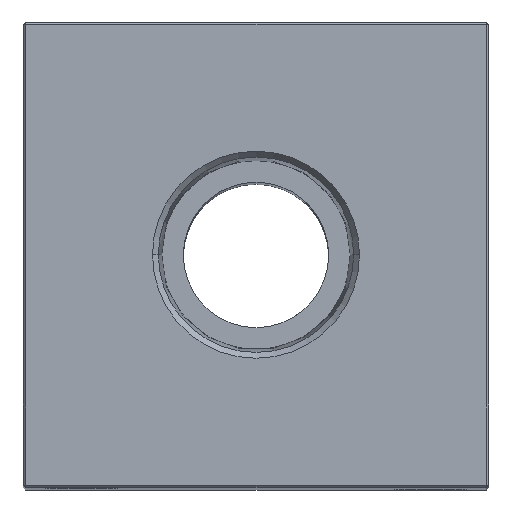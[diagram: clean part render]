
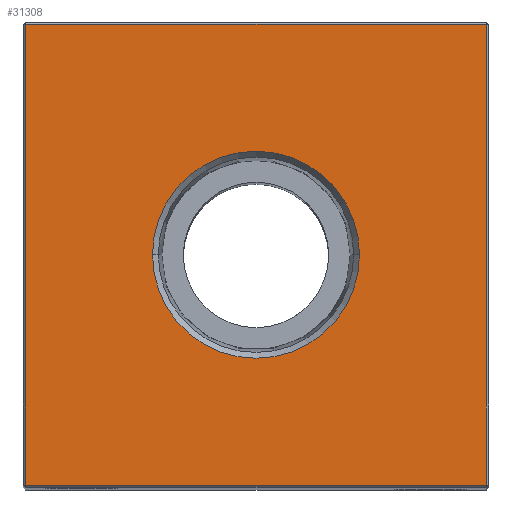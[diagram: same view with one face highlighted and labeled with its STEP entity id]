
A CAD part, top view. The second image highlights one B-rep face of the part: STEP entity #31308.
In plain terms, the highlighted planar face has unit normal (0, 0, 1).
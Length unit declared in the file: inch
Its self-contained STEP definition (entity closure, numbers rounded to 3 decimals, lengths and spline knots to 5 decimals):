
#429 = CARTESIAN_POINT ( 'NONE',  ( 0.99, -0.99, 6.25 ) ) ;
#452 = CIRCLE ( 'NONE', #18632, 0.44487 ) ;
#981 = AXIS2_PLACEMENT_3D ( 'NONE', #21963, #32100, #9577 ) ;
#1182 = CARTESIAN_POINT ( 'NONE',  ( 0.99, 0., 6.25 ) ) ;
#2023 = VECTOR ( 'NONE', #11105, 39.37008 ) ;
#2928 = CARTESIAN_POINT ( 'NONE',  ( 0.99, 0.99, 6.25 ) ) ;
#4734 = FACE_BOUND ( 'NONE', #9254, .T. ) ;
#4865 = DIRECTION ( 'NONE',  ( 0., 0., 1. ) ) ;
#5038 = DIRECTION ( 'NONE',  ( -1., 0., 0. ) ) ;
#5060 = DIRECTION ( 'NONE',  ( 0., -1., 0. ) ) ;
#5304 = VERTEX_POINT ( 'NONE', #7352 ) ;
#6871 = LINE ( 'NONE', #16831, #31299 ) ;
#7352 = CARTESIAN_POINT ( 'NONE',  ( 0.44487, 0., 6.25 ) ) ;
#9106 = ORIENTED_EDGE ( 'NONE', *, *, #25423, .T. ) ;
#9254 = EDGE_LOOP ( 'NONE', ( #26753, #24248 ) ) ;
#9577 = DIRECTION ( 'NONE',  ( 1., 0., 0. ) ) ;
#10386 = EDGE_LOOP ( 'NONE', ( #9106, #14197, #11728, #21645 ) ) ;
#11105 = DIRECTION ( 'NONE',  ( 0., 1., 0. ) ) ;
#11358 = LINE ( 'NONE', #21277, #30754 ) ;
#11728 = ORIENTED_EDGE ( 'NONE', *, *, #25257, .T. ) ;
#11985 = VERTEX_POINT ( 'NONE', #20818 ) ;
#13160 = VERTEX_POINT ( 'NONE', #31179 ) ;
#14197 = ORIENTED_EDGE ( 'NONE', *, *, #25379, .T. ) ;
#14691 = PLANE ( 'NONE',  #22914 ) ;
#14826 = DIRECTION ( 'NONE',  ( 1., 0., 0. ) ) ;
#14859 = CARTESIAN_POINT ( 'NONE',  ( -0.99, 0.99, 6.25 ) ) ;
#15029 = CIRCLE ( 'NONE', #981, 0.44487 ) ;
#16831 = CARTESIAN_POINT ( 'NONE',  ( 0., -0.99, 6.25 ) ) ;
#17433 = CARTESIAN_POINT ( 'NONE',  ( 0., 0., 6.25 ) ) ;
#17457 = LINE ( 'NONE', #27453, #19685 ) ;
#18632 = AXIS2_PLACEMENT_3D ( 'NONE', #27238, #4865, #14826 ) ;
#19523 = VERTEX_POINT ( 'NONE', #429 ) ;
#19685 = VECTOR ( 'NONE', #5060, 39.37008 ) ;
#20818 = CARTESIAN_POINT ( 'NONE',  ( -0.44487, 0., 6.25 ) ) ;
#21277 = CARTESIAN_POINT ( 'NONE',  ( 0., 0.99, 6.25 ) ) ;
#21645 = ORIENTED_EDGE ( 'NONE', *, *, #25074, .T. ) ;
#21963 = CARTESIAN_POINT ( 'NONE',  ( 0., 0., 6.25 ) ) ;
#22914 = AXIS2_PLACEMENT_3D ( 'NONE', #17433, #27420, #5038 ) ;
#23469 = LINE ( 'NONE', #1182, #2023 ) ;
#24248 = ORIENTED_EDGE ( 'NONE', *, *, #29775, .F. ) ;
#24957 = EDGE_CURVE ( 'NONE', #5304, #11985, #452, .T. ) ;
#25074 = EDGE_CURVE ( 'NONE', #31332, #28781, #11358, .T. ) ;
#25257 = EDGE_CURVE ( 'NONE', #19523, #31332, #23469, .T. ) ;
#25379 = EDGE_CURVE ( 'NONE', #13160, #19523, #6871, .T. ) ;
#25423 = EDGE_CURVE ( 'NONE', #28781, #13160, #17457, .T. ) ;
#26753 = ORIENTED_EDGE ( 'NONE', *, *, #24957, .F. ) ;
#26786 = DIRECTION ( 'NONE',  ( 1., 0., 0. ) ) ;
#27098 = FACE_OUTER_BOUND ( 'NONE', #10386, .T. ) ;
#27238 = CARTESIAN_POINT ( 'NONE',  ( 0., 0., 6.25 ) ) ;
#27420 = DIRECTION ( 'NONE',  ( 0., 0., -1. ) ) ;
#27453 = CARTESIAN_POINT ( 'NONE',  ( -0.99, 0., 6.25 ) ) ;
#28781 = VERTEX_POINT ( 'NONE', #14859 ) ;
#29775 = EDGE_CURVE ( 'NONE', #11985, #5304, #15029, .T. ) ;
#30754 = VECTOR ( 'NONE', #31395, 39.37008 ) ;
#31179 = CARTESIAN_POINT ( 'NONE',  ( -0.99, -0.99, 6.25 ) ) ;
#31299 = VECTOR ( 'NONE', #26786, 39.37008 ) ;
#31308 = ADVANCED_FACE ( 'NONE', ( #27098, #4734 ), #14691, .F. ) ;
#31332 = VERTEX_POINT ( 'NONE', #2928 ) ;
#31395 = DIRECTION ( 'NONE',  ( -1., 0., 0. ) ) ;
#32100 = DIRECTION ( 'NONE',  ( 0., 0., 1. ) ) ;
